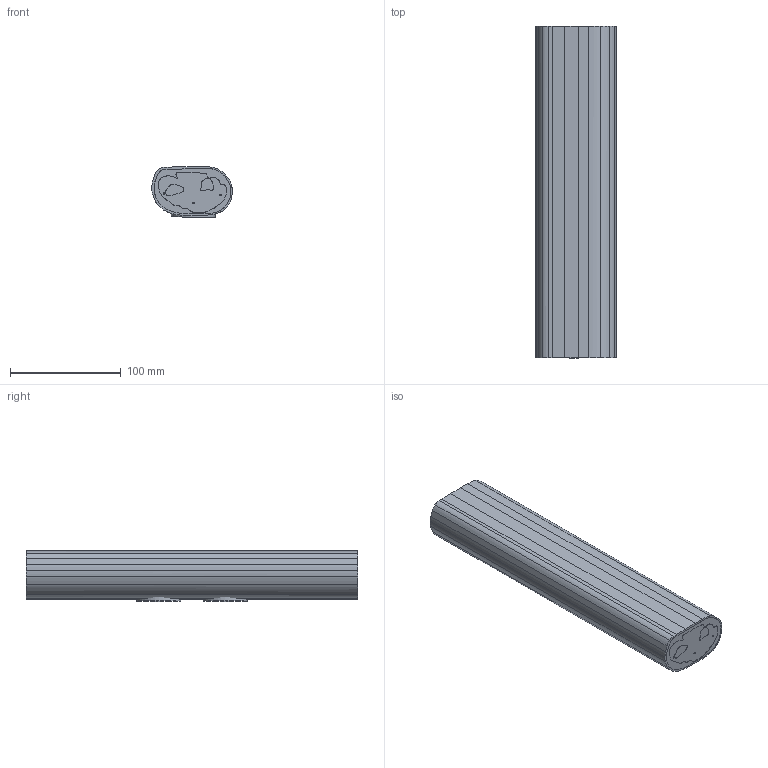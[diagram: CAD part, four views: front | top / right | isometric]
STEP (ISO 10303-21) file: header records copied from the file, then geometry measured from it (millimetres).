
FILE_DESCRIPTION(/* description */ (''),/* implementation_level */ '2;1');
FILE_NAME(/* name */ 'P4.step',/* time_stamp */ '2023-02-04T22:45:23Z',/* author */ (''),/* organization */ (''),/* preprocessor_version */ 'ST-DEVELOPER v19.2',/* originating_system */ 'Autodesk Translation Framework v11.17.0.187',/* authorisation */ '');
FILE_SCHEMA (('AUTOMOTIVE_DESIGN { 1 0 10303 214 3 1 1 }'));
Length unit declared in the file: millimetre
Products named in the file (1): P4
Bounding box: 72.66 x 300 x 46.11 mm (x, y, z)
Volume: 845582.1 mm3; surface area: 338232.1 mm2
Topology: 10 solids, 10 shells, 238 faces, 658 edges, 440 vertices
Faces by surface type: bspline 203, plane 33, cylinder 2
Full cylindrical faces by diameter (mm): 40 x2
Entity records: 8095 total; most frequent: CARTESIAN_POINT 3960, ORIENTED_EDGE 1316, EDGE_CURVE 658, VERTEX_POINT 440, DIRECTION 328, EDGE_LOOP 252, LINE 248, VECTOR 248
